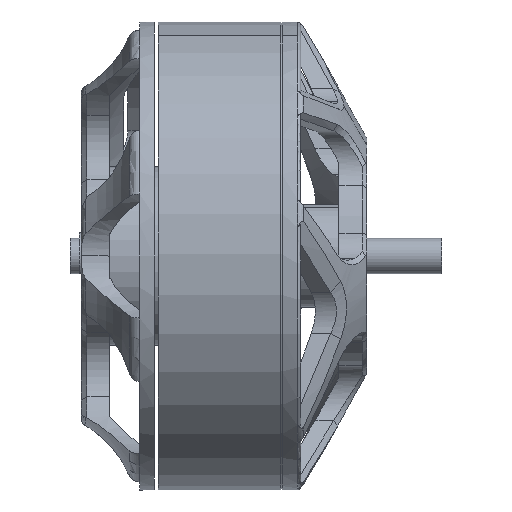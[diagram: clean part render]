
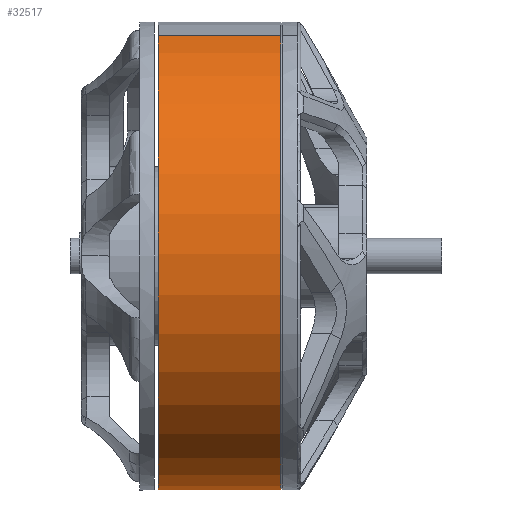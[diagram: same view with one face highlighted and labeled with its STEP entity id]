
A CAD part, front view. The second image highlights one B-rep face of the part: STEP entity #32517.
In plain terms, the highlighted cylindrical face has radius 20.9 mm (diameter 41.8 mm), a partial arc.
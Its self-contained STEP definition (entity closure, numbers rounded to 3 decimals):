
#459 = EDGE_CURVE ( 'NONE', #34397, #13832, #9428, .T. ) ;
#1108 = CARTESIAN_POINT ( 'NONE',  ( -7.707, 0., 0. ) ) ;
#3908 = DIRECTION ( 'NONE',  ( 0., 0., 1. ) ) ;
#3973 = EDGE_CURVE ( 'NONE', #21865, #13832, #23902, .T. ) ;
#4023 = LINE ( 'NONE', #14748, #5942 ) ;
#4066 = AXIS2_PLACEMENT_3D ( 'NONE', #15585, #22029, #37611 ) ;
#5855 = AXIS2_PLACEMENT_3D ( 'NONE', #1108, #25421, #3908 ) ;
#5942 = VECTOR ( 'NONE', #30473, 1000. ) ;
#6532 = CARTESIAN_POINT ( 'NONE',  ( -7.707, 0., 20.9 ) ) ;
#9428 = LINE ( 'NONE', #23030, #9947 ) ;
#9947 = VECTOR ( 'NONE', #31958, 1000. ) ;
#10622 = ORIENTED_EDGE ( 'NONE', *, *, #39057, .T. ) ;
#13832 = VERTEX_POINT ( 'NONE', #26892 ) ;
#14748 = CARTESIAN_POINT ( 'NONE',  ( -2.5, 0., -20.9 ) ) ;
#15059 = CARTESIAN_POINT ( 'NONE',  ( -7.707, 0., -20.9 ) ) ;
#15585 = CARTESIAN_POINT ( 'NONE',  ( -18.64, 0., 0. ) ) ;
#16383 = ORIENTED_EDGE ( 'NONE', *, *, #459, .T. ) ;
#18368 = CYLINDRICAL_SURFACE ( 'NONE', #35021, 20.9 ) ;
#20711 = CIRCLE ( 'NONE', #5855, 20.9 ) ;
#21845 = DIRECTION ( 'NONE',  ( 0., 0., 1. ) ) ;
#21865 = VERTEX_POINT ( 'NONE', #34391 ) ;
#22029 = DIRECTION ( 'NONE',  ( -1., 0., 0. ) ) ;
#23030 = CARTESIAN_POINT ( 'NONE',  ( -2.5, 0., 20.9 ) ) ;
#23902 = CIRCLE ( 'NONE', #4066, 20.9 ) ;
#24831 = ORIENTED_EDGE ( 'NONE', *, *, #3973, .F. ) ;
#25129 = CARTESIAN_POINT ( 'NONE',  ( -2.5, 0., 0. ) ) ;
#25421 = DIRECTION ( 'NONE',  ( -1., 0., 0. ) ) ;
#26892 = CARTESIAN_POINT ( 'NONE',  ( -18.64, 0., 20.9 ) ) ;
#27677 = FACE_OUTER_BOUND ( 'NONE', #29479, .T. ) ;
#28753 = VERTEX_POINT ( 'NONE', #15059 ) ;
#29479 = EDGE_LOOP ( 'NONE', ( #32314, #10622, #16383, #24831 ) ) ;
#30473 = DIRECTION ( 'NONE',  ( -1., 0., 0. ) ) ;
#31352 = DIRECTION ( 'NONE',  ( -1., 0., 0. ) ) ;
#31958 = DIRECTION ( 'NONE',  ( -1., 0., 0. ) ) ;
#32314 = ORIENTED_EDGE ( 'NONE', *, *, #34712, .F. ) ;
#32517 = ADVANCED_FACE ( 'NONE', ( #27677 ), #18368, .T. ) ;
#34391 = CARTESIAN_POINT ( 'NONE',  ( -18.64, 0., -20.9 ) ) ;
#34397 = VERTEX_POINT ( 'NONE', #6532 ) ;
#34712 = EDGE_CURVE ( 'NONE', #28753, #21865, #4023, .T. ) ;
#35021 = AXIS2_PLACEMENT_3D ( 'NONE', #25129, #31352, #21845 ) ;
#37611 = DIRECTION ( 'NONE',  ( 0., 0., 1. ) ) ;
#39057 = EDGE_CURVE ( 'NONE', #28753, #34397, #20711, .T. ) ;
